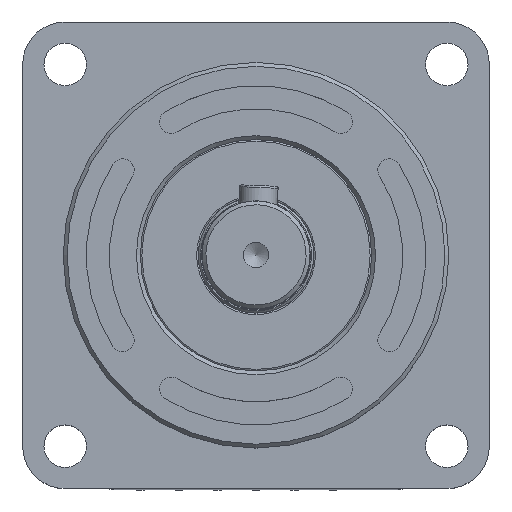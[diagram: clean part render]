
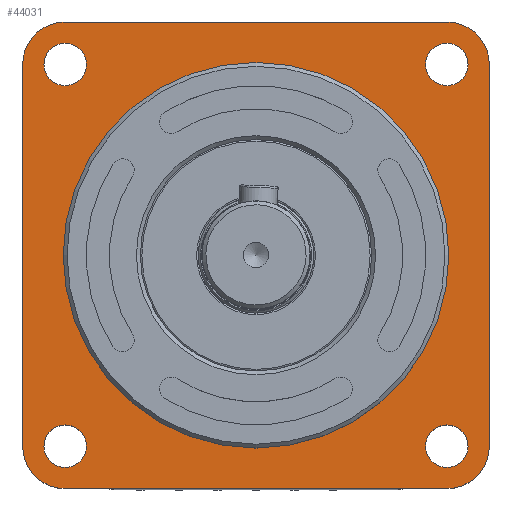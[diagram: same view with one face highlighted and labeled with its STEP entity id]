
A CAD part, top view. The second image highlights one B-rep face of the part: STEP entity #44031.
In plain terms, the highlighted planar face has unit normal (0, 0, 1).
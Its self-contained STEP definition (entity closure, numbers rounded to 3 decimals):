
#478 = DIRECTION ( 'NONE',  ( 0., 0., 1. ) ) ;
#509 = CIRCLE ( 'NONE', #58104, 25. ) ;
#518 = VERTEX_POINT ( 'NONE', #37607 ) ;
#1231 = DIRECTION ( 'NONE',  ( 1., 0., 0. ) ) ;
#1285 = ORIENTED_EDGE ( 'NONE', *, *, #36411, .T. ) ;
#2330 = VERTEX_POINT ( 'NONE', #46164 ) ;
#2992 = VERTEX_POINT ( 'NONE', #50289 ) ;
#3089 = EDGE_CURVE ( 'NONE', #64665, #64665, #50586, .T. ) ;
#4084 = CARTESIAN_POINT ( 'NONE',  ( 0., 0., 0. ) ) ;
#4427 = AXIS2_PLACEMENT_3D ( 'NONE', #61490, #62488, #42132 ) ;
#4431 = DIRECTION ( 'NONE',  ( 0., 0., 1. ) ) ;
#4880 = LINE ( 'NONE', #5882, #43256 ) ;
#5440 = CARTESIAN_POINT ( 'NONE',  ( -24.749, 24.749, 0. ) ) ;
#5882 = CARTESIAN_POINT ( 'NONE',  ( -30.25, -30.25, 0. ) ) ;
#6684 = DIRECTION ( 'NONE',  ( 0., 0., 1. ) ) ;
#8166 = FACE_BOUND ( 'NONE', #64063, .T. ) ;
#9070 = ORIENTED_EDGE ( 'NONE', *, *, #56735, .T. ) ;
#9088 = EDGE_LOOP ( 'NONE', ( #33757 ) ) ;
#9735 = AXIS2_PLACEMENT_3D ( 'NONE', #10432, #6684, #1231 ) ;
#10432 = CARTESIAN_POINT ( 'NONE',  ( -24.749, -24.749, 0. ) ) ;
#11798 = CARTESIAN_POINT ( 'NONE',  ( 25., 0., 0. ) ) ;
#11957 = FACE_BOUND ( 'NONE', #9088, .T. ) ;
#13007 = AXIS2_PLACEMENT_3D ( 'NONE', #52534, #478, #21217 ) ;
#13257 = FACE_BOUND ( 'NONE', #58588, .T. ) ;
#13354 = EDGE_CURVE ( 'NONE', #2330, #518, #45913, .T. ) ;
#13405 = VERTEX_POINT ( 'NONE', #66354 ) ;
#13415 = EDGE_CURVE ( 'NONE', #60841, #2330, #25203, .T. ) ;
#13792 = ORIENTED_EDGE ( 'NONE', *, *, #27882, .T. ) ;
#14329 = CIRCLE ( 'NONE', #17553, 5.5 ) ;
#14419 = ORIENTED_EDGE ( 'NONE', *, *, #13415, .T. ) ;
#14942 = CARTESIAN_POINT ( 'NONE',  ( 0., 0., 0. ) ) ;
#15016 = CARTESIAN_POINT ( 'NONE',  ( 24.75, -30.25, 0. ) ) ;
#15992 = EDGE_CURVE ( 'NONE', #50009, #13405, #41387, .T. ) ;
#16189 = EDGE_CURVE ( 'NONE', #29632, #29632, #43422, .T. ) ;
#16537 = AXIS2_PLACEMENT_3D ( 'NONE', #58924, #17421, #28617 ) ;
#17421 = DIRECTION ( 'NONE',  ( 0., 0., 1. ) ) ;
#17553 = AXIS2_PLACEMENT_3D ( 'NONE', #55771, #20038, #36376 ) ;
#17688 = CARTESIAN_POINT ( 'NONE',  ( -30.25, -24.75, 0. ) ) ;
#19850 = ORIENTED_EDGE ( 'NONE', *, *, #16189, .F. ) ;
#20038 = DIRECTION ( 'NONE',  ( 0., 0., 1. ) ) ;
#20048 = DIRECTION ( 'NONE',  ( 0., 0., 1. ) ) ;
#21201 = AXIS2_PLACEMENT_3D ( 'NONE', #28969, #65020, #50099 ) ;
#21217 = DIRECTION ( 'NONE',  ( 1., 0., 0. ) ) ;
#21467 = DIRECTION ( 'NONE',  ( 0., -1., 0. ) ) ;
#23524 = CARTESIAN_POINT ( 'NONE',  ( 30.25, -24.75, 0. ) ) ;
#24414 = VERTEX_POINT ( 'NONE', #56365 ) ;
#25049 = CIRCLE ( 'NONE', #4427, 5.5 ) ;
#25126 = ORIENTED_EDGE ( 'NONE', *, *, #34429, .F. ) ;
#25150 = DIRECTION ( 'NONE',  ( 1., 0., 0. ) ) ;
#25203 = LINE ( 'NONE', #56485, #28472 ) ;
#25913 = VECTOR ( 'NONE', #45108, 1000. ) ;
#26425 = ORIENTED_EDGE ( 'NONE', *, *, #57674, .T. ) ;
#26680 = VERTEX_POINT ( 'NONE', #17688 ) ;
#27882 = EDGE_CURVE ( 'NONE', #13405, #26680, #57183, .T. ) ;
#27941 = EDGE_LOOP ( 'NONE', ( #19850 ) ) ;
#28472 = VECTOR ( 'NONE', #60585, 1000. ) ;
#28617 = DIRECTION ( 'NONE',  ( 1., 0., 0. ) ) ;
#28969 = CARTESIAN_POINT ( 'NONE',  ( 24.749, 24.749, 0. ) ) ;
#29301 = CARTESIAN_POINT ( 'NONE',  ( -21.999, -24.749, 0. ) ) ;
#29632 = VERTEX_POINT ( 'NONE', #29301 ) ;
#30826 = EDGE_CURVE ( 'NONE', #518, #50009, #40016, .T. ) ;
#32684 = FACE_OUTER_BOUND ( 'NONE', #66003, .T. ) ;
#33757 = ORIENTED_EDGE ( 'NONE', *, *, #62430, .F. ) ;
#34025 = FACE_BOUND ( 'NONE', #27941, .T. ) ;
#34429 = EDGE_CURVE ( 'NONE', #2992, #2992, #44317, .T. ) ;
#36376 = DIRECTION ( 'NONE',  ( 1., 0., 0. ) ) ;
#36411 = EDGE_CURVE ( 'NONE', #39224, #60888, #4880, .T. ) ;
#37467 = AXIS2_PLACEMENT_3D ( 'NONE', #4084, #4431, #25150 ) ;
#37607 = CARTESIAN_POINT ( 'NONE',  ( 24.75, 30.25, 0. ) ) ;
#37666 = VERTEX_POINT ( 'NONE', #11798 ) ;
#38752 = EDGE_CURVE ( 'NONE', #24414, #24414, #42392, .T. ) ;
#39224 = VERTEX_POINT ( 'NONE', #63905 ) ;
#39578 = DIRECTION ( 'NONE',  ( 1., 0., 0. ) ) ;
#40016 = LINE ( 'NONE', #55945, #25913 ) ;
#40353 = CARTESIAN_POINT ( 'NONE',  ( -24.75, 30.25, 0. ) ) ;
#41387 = CIRCLE ( 'NONE', #51116, 5.5 ) ;
#41594 = CARTESIAN_POINT ( 'NONE',  ( -30.25, 30.25, 0. ) ) ;
#42132 = DIRECTION ( 'NONE',  ( 1., 0., 0. ) ) ;
#42190 = DIRECTION ( 'NONE',  ( 1., 0., 0. ) ) ;
#42392 = CIRCLE ( 'NONE', #13007, 2.75 ) ;
#42732 = ORIENTED_EDGE ( 'NONE', *, *, #30826, .T. ) ;
#43256 = VECTOR ( 'NONE', #58238, 1000. ) ;
#43260 = AXIS2_PLACEMENT_3D ( 'NONE', #5440, #49175, #42190 ) ;
#43422 = CIRCLE ( 'NONE', #9735, 2.75 ) ;
#44031 = ADVANCED_FACE ( 'NONE', ( #13257, #34025, #8166, #58537, #11957, #32684 ), #53431, .T. ) ;
#44317 = CIRCLE ( 'NONE', #43260, 2.75 ) ;
#45108 = DIRECTION ( 'NONE',  ( -1., 0., 0. ) ) ;
#45913 = CIRCLE ( 'NONE', #16537, 5.5 ) ;
#45927 = DIRECTION ( 'NONE',  ( 0., 0., 1. ) ) ;
#46164 = CARTESIAN_POINT ( 'NONE',  ( 30.25, 24.75, 0. ) ) ;
#47505 = ORIENTED_EDGE ( 'NONE', *, *, #15992, .T. ) ;
#48664 = VECTOR ( 'NONE', #21467, 1000. ) ;
#49043 = ORIENTED_EDGE ( 'NONE', *, *, #13354, .T. ) ;
#49175 = DIRECTION ( 'NONE',  ( 0., 0., 1. ) ) ;
#50009 = VERTEX_POINT ( 'NONE', #40353 ) ;
#50099 = DIRECTION ( 'NONE',  ( 1., 0., 0. ) ) ;
#50289 = CARTESIAN_POINT ( 'NONE',  ( -21.999, 24.749, 0. ) ) ;
#50586 = CIRCLE ( 'NONE', #21201, 2.75 ) ;
#51116 = AXIS2_PLACEMENT_3D ( 'NONE', #52016, #45927, #39578 ) ;
#52016 = CARTESIAN_POINT ( 'NONE',  ( -24.75, 24.75, 0. ) ) ;
#52534 = CARTESIAN_POINT ( 'NONE',  ( 24.749, -24.749, 0. ) ) ;
#52876 = EDGE_LOOP ( 'NONE', ( #60314 ) ) ;
#53431 = PLANE ( 'NONE',  #37467 ) ;
#55771 = CARTESIAN_POINT ( 'NONE',  ( -24.75, -24.75, 0. ) ) ;
#55945 = CARTESIAN_POINT ( 'NONE',  ( -30.25, 30.25, 0. ) ) ;
#56365 = CARTESIAN_POINT ( 'NONE',  ( 27.499, -24.749, 0. ) ) ;
#56440 = DIRECTION ( 'NONE',  ( 1., 0., 0. ) ) ;
#56473 = ORIENTED_EDGE ( 'NONE', *, *, #38752, .F. ) ;
#56485 = CARTESIAN_POINT ( 'NONE',  ( 30.25, 30.25, 0. ) ) ;
#56735 = EDGE_CURVE ( 'NONE', #60888, #60841, #25049, .T. ) ;
#57183 = LINE ( 'NONE', #41594, #48664 ) ;
#57674 = EDGE_CURVE ( 'NONE', #26680, #39224, #14329, .T. ) ;
#58104 = AXIS2_PLACEMENT_3D ( 'NONE', #14942, #20048, #56440 ) ;
#58238 = DIRECTION ( 'NONE',  ( 1., 0., 0. ) ) ;
#58537 = FACE_BOUND ( 'NONE', #52876, .T. ) ;
#58588 = EDGE_LOOP ( 'NONE', ( #25126 ) ) ;
#58922 = CARTESIAN_POINT ( 'NONE',  ( 27.499, 24.749, 0. ) ) ;
#58924 = CARTESIAN_POINT ( 'NONE',  ( 24.75, 24.75, 0. ) ) ;
#60314 = ORIENTED_EDGE ( 'NONE', *, *, #3089, .F. ) ;
#60585 = DIRECTION ( 'NONE',  ( 0., 1., 0. ) ) ;
#60841 = VERTEX_POINT ( 'NONE', #23524 ) ;
#60888 = VERTEX_POINT ( 'NONE', #15016 ) ;
#61490 = CARTESIAN_POINT ( 'NONE',  ( 24.75, -24.75, 0. ) ) ;
#62430 = EDGE_CURVE ( 'NONE', #37666, #37666, #509, .T. ) ;
#62488 = DIRECTION ( 'NONE',  ( 0., 0., 1. ) ) ;
#63905 = CARTESIAN_POINT ( 'NONE',  ( -24.75, -30.25, 0. ) ) ;
#64063 = EDGE_LOOP ( 'NONE', ( #56473 ) ) ;
#64665 = VERTEX_POINT ( 'NONE', #58922 ) ;
#65020 = DIRECTION ( 'NONE',  ( 0., 0., 1. ) ) ;
#66003 = EDGE_LOOP ( 'NONE', ( #13792, #26425, #1285, #9070, #14419, #49043, #42732, #47505 ) ) ;
#66354 = CARTESIAN_POINT ( 'NONE',  ( -30.25, 24.75, 0. ) ) ;
